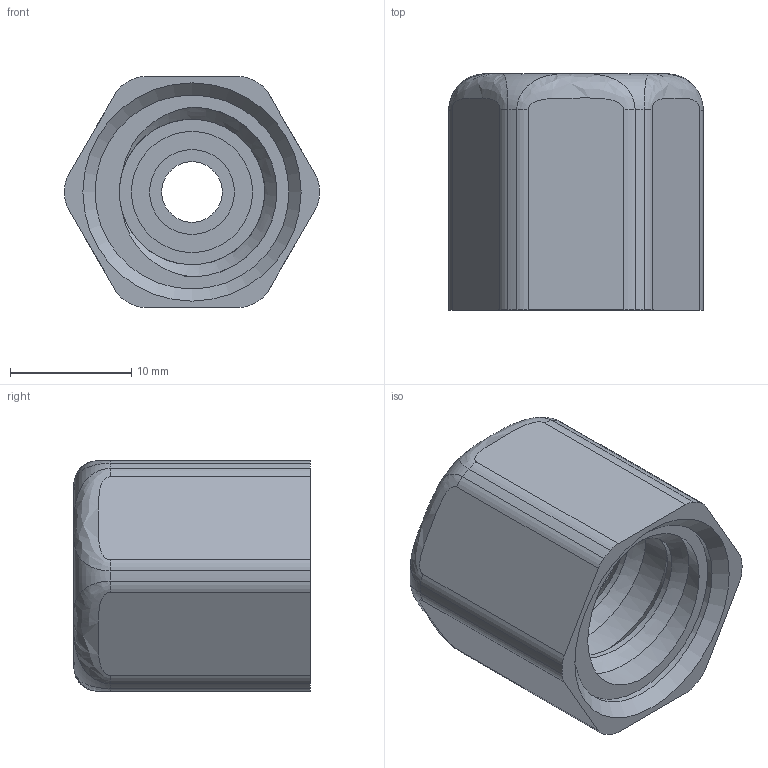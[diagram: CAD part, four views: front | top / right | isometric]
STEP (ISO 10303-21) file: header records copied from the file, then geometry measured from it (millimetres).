
FILE_DESCRIPTION(/* description */ (''),/* implementation_level */ '2;1');
FILE_NAME(/* name */ 'Cable nut.stp',/* time_stamp */ '2020-12-07T11:32:17+01:00',/* author */ ('Milos Rasic'),/* organization */ (''),/* preprocessor_version */ 'ST-DEVELOPER v18.1',/* originating_system */ 'Autodesk Inventor 2021',/* authorisation */ '');
FILE_SCHEMA (('AUTOMOTIVE_DESIGN { 1 0 10303 214 3 1 1 }'));
Length unit declared in the file: millimetre
Products named in the file (1): Cable nut 2
Bounding box: 21 x 19.5 x 19.05 mm (x, y, z)
Volume: 3450.1 mm3; surface area: 2643.4 mm2
Topology: 1 solids, 1 shells, 53 faces, 130 edges, 83 vertices
Faces by surface type: cylinder 30, plane 12, bspline 8, torus 2, cone 1
Full cylindrical faces by diameter (mm): 5 x1, 7 x1, 10 x1, 12 x2, 14 x2, 16 x1
Entity records: 3025 total; most frequent: CARTESIAN_POINT 1765, ORIENTED_EDGE 260, DIRECTION 245, EDGE_CURVE 130, AXIS2_PLACEMENT_3D 102, VERTEX_POINT 83, EDGE_LOOP 59, CIRCLE 56
